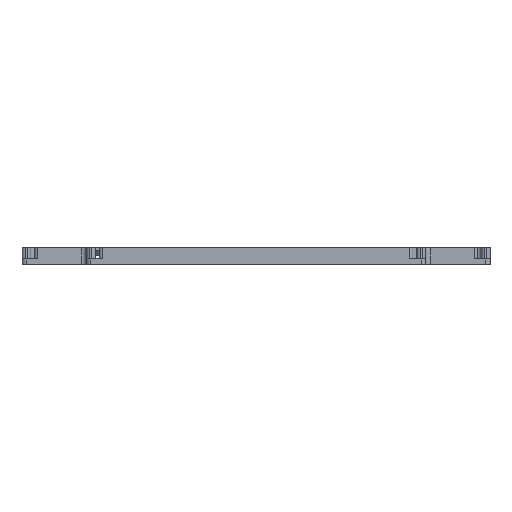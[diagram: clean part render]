
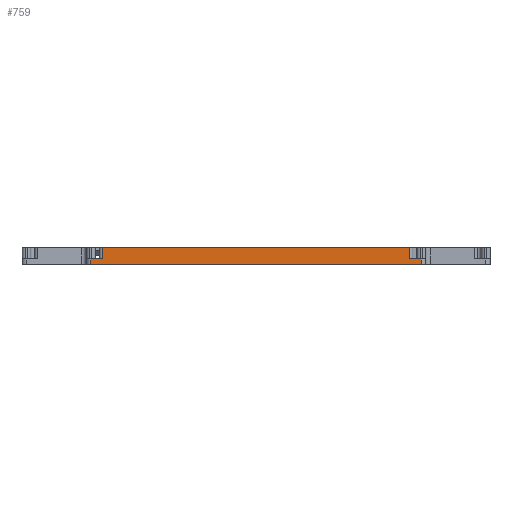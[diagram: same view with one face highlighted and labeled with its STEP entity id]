
A CAD part, front view. The second image highlights one B-rep face of the part: STEP entity #759.
In plain terms, the highlighted planar face has unit normal (0, -1, 0).
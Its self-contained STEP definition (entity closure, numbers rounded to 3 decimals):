
#688=CARTESIAN_POINT('',(10.688,18.05,7.));
#689=DIRECTION('',(0.,-1.,0.));
#690=DIRECTION('',(0.,0.,-1.));
#691=AXIS2_PLACEMENT_3D('',#688,#689,#690);
#692=PLANE('',#691);
#693=CARTESIAN_POINT('',(-20.281,18.05,3.));
#694=VERTEX_POINT('',#693);
#695=CARTESIAN_POINT('',(-20.281,18.05,9.25));
#696=VERTEX_POINT('',#695);
#697=CARTESIAN_POINT('',(-20.281,18.05,3.));
#698=DIRECTION('',(0.,0.,1.));
#699=VECTOR('',#698,6.25);
#700=LINE('',#697,#699);
#701=EDGE_CURVE('',#694,#696,#700,.T.);
#702=ORIENTED_EDGE('',*,*,#701,.F.);
#703=CARTESIAN_POINT('',(-26.781,18.05,3.));
#704=VERTEX_POINT('',#703);
#705=CARTESIAN_POINT('',(-20.281,18.05,3.));
#706=DIRECTION('',(-1.,0.,0.));
#707=VECTOR('',#706,6.5);
#708=LINE('',#705,#707);
#709=EDGE_CURVE('',#694,#704,#708,.T.);
#710=ORIENTED_EDGE('',*,*,#709,.T.);
#711=CARTESIAN_POINT('',(-26.781,18.05,-0.));
#712=VERTEX_POINT('',#711);
#713=CARTESIAN_POINT('',(-26.781,18.05,3.));
#714=DIRECTION('',(0.,0.,-1.));
#715=VECTOR('',#714,3.);
#716=LINE('',#713,#715);
#717=EDGE_CURVE('',#704,#712,#716,.T.);
#718=ORIENTED_EDGE('',*,*,#717,.T.);
#719=CARTESIAN_POINT('',(156.431,18.05,-0.));
#720=VERTEX_POINT('',#719);
#721=CARTESIAN_POINT('',(156.431,18.05,-0.));
#722=DIRECTION('',(-1.,0.,0.));
#723=VECTOR('',#722,183.213);
#724=LINE('',#721,#723);
#725=EDGE_CURVE('',#720,#712,#724,.T.);
#726=ORIENTED_EDGE('',*,*,#725,.F.);
#727=CARTESIAN_POINT('',(156.431,18.05,3.));
#728=VERTEX_POINT('',#727);
#729=CARTESIAN_POINT('',(156.431,18.05,3.));
#730=DIRECTION('',(0.,0.,-1.));
#731=VECTOR('',#730,3.);
#732=LINE('',#729,#731);
#733=EDGE_CURVE('',#728,#720,#732,.T.);
#734=ORIENTED_EDGE('',*,*,#733,.F.);
#735=CARTESIAN_POINT('',(149.931,18.05,3.));
#736=VERTEX_POINT('',#735);
#737=CARTESIAN_POINT('',(149.931,18.05,3.));
#738=DIRECTION('',(1.,0.,-0.));
#739=VECTOR('',#738,6.5);
#740=LINE('',#737,#739);
#741=EDGE_CURVE('',#736,#728,#740,.T.);
#742=ORIENTED_EDGE('',*,*,#741,.F.);
#743=CARTESIAN_POINT('',(149.931,18.05,9.25));
#744=VERTEX_POINT('',#743);
#745=CARTESIAN_POINT('',(149.931,18.05,3.));
#746=DIRECTION('',(0.,0.,1.));
#747=VECTOR('',#746,6.25);
#748=LINE('',#745,#747);
#749=EDGE_CURVE('',#736,#744,#748,.T.);
#750=ORIENTED_EDGE('',*,*,#749,.T.);
#751=CARTESIAN_POINT('',(149.931,18.05,9.25));
#752=DIRECTION('',(-1.,0.,0.));
#753=VECTOR('',#752,170.213);
#754=LINE('',#751,#753);
#755=EDGE_CURVE('',#744,#696,#754,.T.);
#756=ORIENTED_EDGE('',*,*,#755,.T.);
#757=EDGE_LOOP('',(#702,#710,#718,#726,#734,#742,#750,#756));
#758=FACE_BOUND('',#757,.T.);
#759=ADVANCED_FACE('',(#758),#692,.T.);
